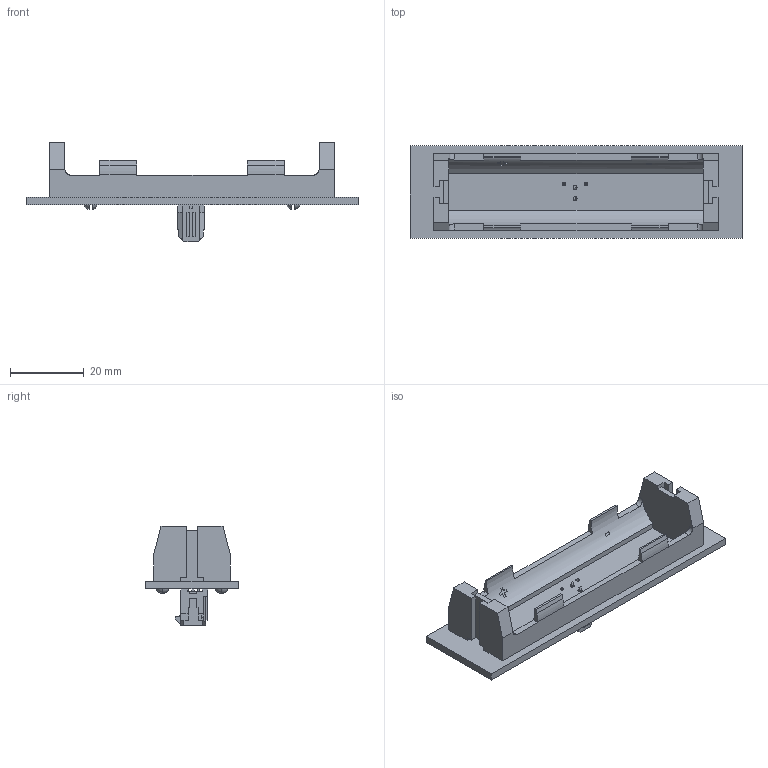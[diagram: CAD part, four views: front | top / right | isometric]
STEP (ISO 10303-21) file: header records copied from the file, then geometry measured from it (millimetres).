
FILE_DESCRIPTION(('Open CASCADE Model'),'2;1');
FILE_NAME('Open CASCADE Shape Model','2018-07-18T07:34:58',('Author'),( 'Open CASCADE'),'Open CASCADE STEP processor 6.8','Open CASCADE 6.8' ,'Unknown');
FILE_SCHEMA(('AUTOMOTIVE_DESIGN { 1 0 10303 214 1 1 1 1 }'));
Length unit declared in the file: millimetre
Products named in the file (8): PCB; Board; 18650; User_Library-KEYS1042; J1; 430450212; Open CASCADE STEP translator 6.8 1.3.1.1; Open CASCADE STEP translator 6.8 1.3.1.2
Assembly tree (7 placements, depth 4):
  PCB
    Board
    18650
      User_Library-KEYS1042
    J1
      430450212
        Open CASCADE STEP translator 6.8 1.3.1.1
        Open CASCADE STEP translator 6.8 1.3.1.2
Bounding box: 90 x 25 x 26.85 mm (x, y, z)
Volume: 10158.2 mm3; surface area: 10675 mm2
Topology: 3 solids, 3 shells, 300 faces, 833 edges, 562 vertices
Faces by surface type: plane 247, cylinder 39, revolution 8, cone 4, sphere 2
Full cylindrical faces by diameter (mm): 1 x2, 1.1 x2
Entity records: 10664 total; most frequent: CARTESIAN_POINT 1901, ORIENTED_EDGE 1640, DIRECTION 1545, EDGE_CURVE 820, LINE 691, VECTOR 691, VERTEX_POINT 538, AXIS2_PLACEMENT_3D 423
